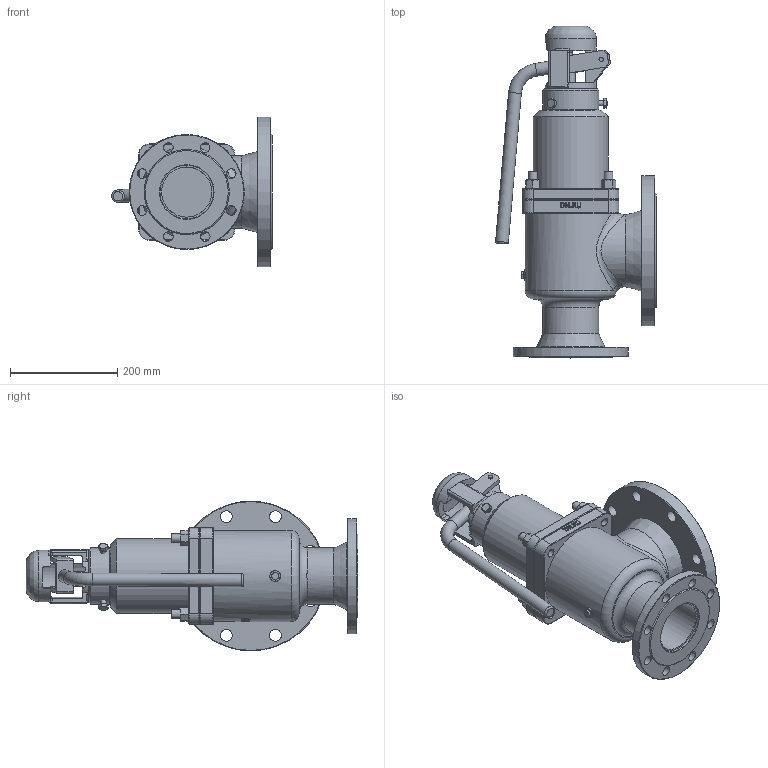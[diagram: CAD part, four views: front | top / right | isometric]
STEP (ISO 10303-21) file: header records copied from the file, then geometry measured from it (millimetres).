
FILE_DESCRIPTION(/* description */ (''),/* implementation_level */ '2;1');
FILE_NAME(/* name */ 'DN100_3D_STEP.stp',/* time_stamp */ '2025-10-22T01:49:51+03:00',/* author */ ('igorr'),/* organization */ (''),/* preprocessor_version */ 'ST-DEVELOPER v20',/* originating_system */ 'Autodesk Inventor 2025',/* authorisation */ '');
FILE_SCHEMA (('AUTOMOTIVE_DESIGN { 1 0 10303 214 3 1 1 }'));
Length unit declared in the file: millimetre
Products named in the file (10): Сборка1; Деталь1; Деталь2; Деталь3; Деталь4; Деталь5; AS 1110 - M10 x 20; AS 1110 - M8 x 12; ANSI B18.2.4.2M - M16x2; AS 1421 - M16 x 40 засверленный 
конец
Assembly tree (18 placements, depth 2):
  Сборка1
    Деталь1
    Деталь2
    Деталь3
    Деталь4
    Деталь5
    AS 1110 - M8 x 12  x2
    AS 1110 - M10 x 20  x3
    ANSI B18.2.4.2M - M16x2  x4
    AS 1421 - M16 x 40 засверленный 
конец  x4
Bounding box: 300.51 x 620 x 280.02 mm (x, y, z)
Volume: 6787563.8 mm3; surface area: 1023948.3 mm2
Topology: 18 solids, 19 shells, 693 faces, 1650 edges, 1028 vertices
Faces by surface type: plane 340, cylinder 146, cone 120, bspline 54, torus 33
Full cylindrical faces by diameter (mm): 5.84 x1, 8 x7, 10 x4, 11.2 x1, 13 x2, 13.835 x4, 15 x1, 16 x17, 18 x8, 20 x1, 22 x8, 24 x2, 32 x1, 70 x1, 72 x1, 80 x3, 86 x2, 93.712 x1, 96 x1, 100 x2, 104 x1, 105 x1, 105.6 x1, 120 x1, 125 x2, 130 x1, 135 x1, 140 x1, 150 x2, 215 x1
Entity records: 17912 total; most frequent: CARTESIAN_POINT 5439, ORIENTED_EDGE 2456, DIRECTION 2402, EDGE_CURVE 1228, AXIS2_PLACEMENT_3D 918, VERTEX_POINT 785, EDGE_LOOP 596, LINE 566
